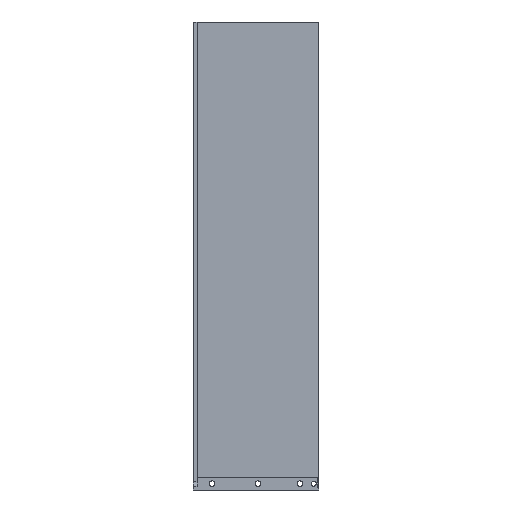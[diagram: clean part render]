
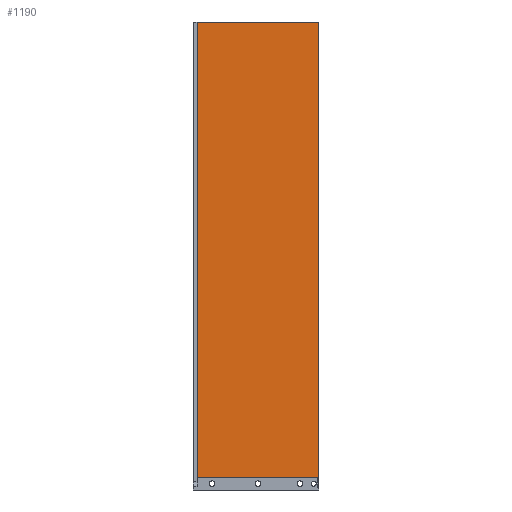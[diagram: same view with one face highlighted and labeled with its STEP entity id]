
A CAD part, left-side view. The second image highlights one B-rep face of the part: STEP entity #1190.
In plain terms, the highlighted planar face has unit normal (-1, 0, 0).
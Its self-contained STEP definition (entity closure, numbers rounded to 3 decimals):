
#241 = CARTESIAN_POINT ( 'NONE',  ( 0., 0., 373. ) ) ;
#268 = FACE_OUTER_BOUND ( 'NONE', #6176, .T. ) ;
#458 = VECTOR ( 'NONE', #3477, 1000. ) ;
#485 = EDGE_CURVE ( 'NONE', #2979, #6241, #2855, .T. ) ;
#1047 = DIRECTION ( 'NONE',  ( 0., 0., -1. ) ) ;
#1190 = ADVANCED_FACE ( 'NONE', ( #268 ), #6977, .F. ) ;
#1237 = ORIENTED_EDGE ( 'NONE', *, *, #5004, .F. ) ;
#1245 = EDGE_CURVE ( 'NONE', #2979, #5579, #6045, .T. ) ;
#1560 = ORIENTED_EDGE ( 'NONE', *, *, #1245, .T. ) ;
#1805 = VECTOR ( 'NONE', #3428, 1000. ) ;
#1818 = CARTESIAN_POINT ( 'NONE',  ( 0., 0., 10.1 ) ) ;
#2616 = CARTESIAN_POINT ( 'NONE',  ( 0., 97., 373. ) ) ;
#2855 = LINE ( 'NONE', #7028, #6960 ) ;
#2979 = VERTEX_POINT ( 'NONE', #6602 ) ;
#3230 = DIRECTION ( 'NONE',  ( 1., 0., 0. ) ) ;
#3295 = EDGE_CURVE ( 'NONE', #6241, #6256, #6653, .T. ) ;
#3391 = AXIS2_PLACEMENT_3D ( 'NONE', #3748, #3230, #5925 ) ;
#3428 = DIRECTION ( 'NONE',  ( 0., 0., -1. ) ) ;
#3477 = DIRECTION ( 'NONE',  ( 0., 1., 0. ) ) ;
#3656 = CARTESIAN_POINT ( 'NONE',  ( 0., 97., 10.1 ) ) ;
#3748 = CARTESIAN_POINT ( 'NONE',  ( 0., 0., 373. ) ) ;
#4448 = CARTESIAN_POINT ( 'NONE',  ( 0., 0., 373. ) ) ;
#4670 = VECTOR ( 'NONE', #1047, 1000. ) ;
#5004 = EDGE_CURVE ( 'NONE', #6256, #5579, #5874, .T. ) ;
#5018 = CARTESIAN_POINT ( 'NONE',  ( 0., 0., 10.1 ) ) ;
#5394 = ORIENTED_EDGE ( 'NONE', *, *, #3295, .F. ) ;
#5512 = ORIENTED_EDGE ( 'NONE', *, *, #485, .F. ) ;
#5579 = VERTEX_POINT ( 'NONE', #3656 ) ;
#5874 = LINE ( 'NONE', #1818, #458 ) ;
#5925 = DIRECTION ( 'NONE',  ( 0., 0., -1. ) ) ;
#6045 = LINE ( 'NONE', #2616, #4670 ) ;
#6176 = EDGE_LOOP ( 'NONE', ( #1560, #1237, #5394, #5512 ) ) ;
#6241 = VERTEX_POINT ( 'NONE', #4448 ) ;
#6256 = VERTEX_POINT ( 'NONE', #5018 ) ;
#6602 = CARTESIAN_POINT ( 'NONE',  ( 0., 97., 373. ) ) ;
#6653 = LINE ( 'NONE', #241, #1805 ) ;
#6960 = VECTOR ( 'NONE', #6986, 1000. ) ;
#6977 = PLANE ( 'NONE',  #3391 ) ;
#6986 = DIRECTION ( 'NONE',  ( 0., -1., 0. ) ) ;
#7028 = CARTESIAN_POINT ( 'NONE',  ( 0., 0., 373. ) ) ;
